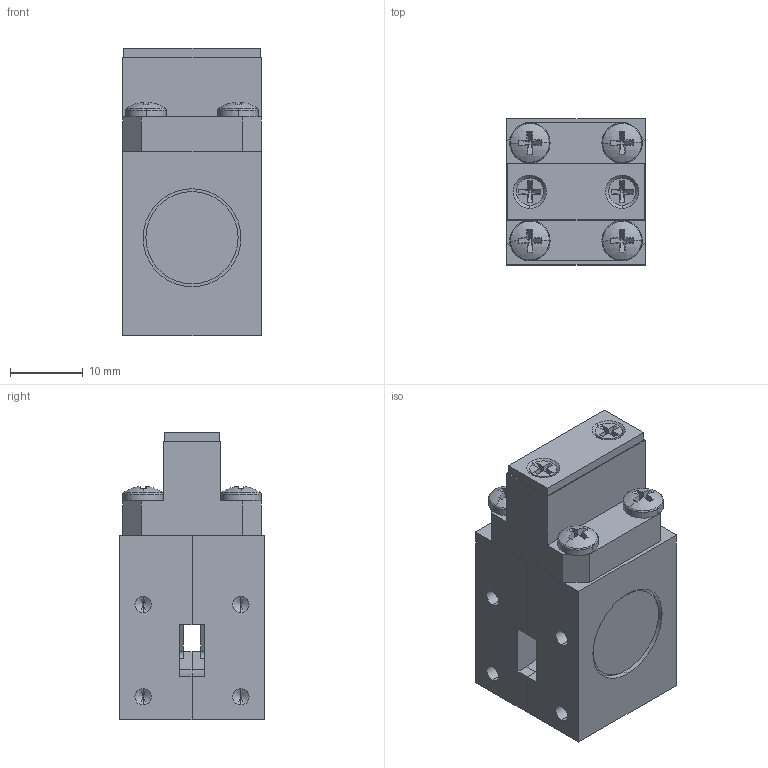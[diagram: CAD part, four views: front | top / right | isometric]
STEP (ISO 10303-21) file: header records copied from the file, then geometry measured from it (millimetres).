
FILE_DESCRIPTION (( 'STEP AP214' ), '1' );
FILE_NAME ('28IJF.STEP', '2023-02-22T21:16:48', ( '' ), ( '' ), 'SwSTEP 2.0', 'SolidWorks 2022', '' );
FILE_SCHEMA (( 'AUTOMOTIVE_DESIGN' ));
Length unit declared in the file: inch
Products named in the file (10): 028527-X_028527-2; 500501-XX_500501-5; 5003153-X_5003153-14; 28IJF; 028422; 028527-X_028527-1; fillister head screw_ai_CR-FIMS 0.086-56x0.188x0.188-N; pan cross head_ai_CR-PHMS 0.112-40x0.25x0.25-C; 028527; flat head screw_ai_CR-FHMS 0.086-56x0.188x0.188-S
Assembly tree (16 placements, depth 3):
  28IJF
    028527
      028527-X_028527-1
      028527-X_028527-2
      fillister head screw_ai_CR-FIMS 0.086-56x0.188x0.188-N  x3
    500501-XX_500501-5  x2
    028422
    5003153-X_5003153-14
    pan cross head_ai_CR-PHMS 0.112-40x0.25x0.25-C  x4
    flat head screw_ai_CR-FHMS 0.086-56x0.188x0.188-S  x2
Bounding box: 19.05 x 20.07 x 39.62 mm (x, y, z)
Volume: 10319.9 mm3; surface area: 8861.8 mm2
Topology: 15 solids, 15 shells, 515 faces, 1263 edges, 772 vertices
Faces by surface type: plane 220, cylinder 164, cone 109, sphere 14, torus 8
Entity records: 10866 total; most frequent: DIRECTION 1868, CARTESIAN_POINT 1783, ORIENTED_EDGE 1642, EDGE_CURVE 821, AXIS2_PLACEMENT_3D 703, VERTEX_POINT 524, VECTOR 462, LINE 462
